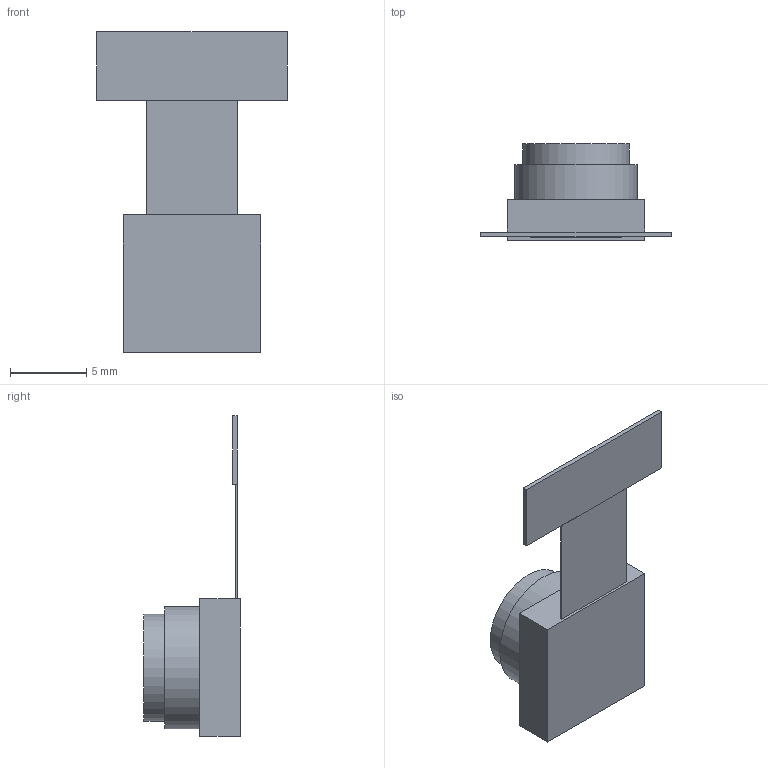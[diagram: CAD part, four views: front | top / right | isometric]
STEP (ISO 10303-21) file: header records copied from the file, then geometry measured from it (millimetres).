
FILE_DESCRIPTION(/* description */ (''),/* implementation_level */ '2;1');
FILE_NAME(/* name */ 'OV5640-A Camera.step',/* time_stamp */ '2023-06-13T13:14:33-04:00',/* author */ (''),/* organization */ (''),/* preprocessor_version */ 'ST-DEVELOPER v19.2',/* originating_system */ 'Autodesk Translation Framework v12.4.0.73',/* authorisation */ '');
FILE_SCHEMA (('AUTOMOTIVE_DESIGN { 1 0 10303 214 3 1 1 }'));
Length unit declared in the file: millimetre
Products named in the file (1): OV5640-A Camera
Bounding box: 12.5 x 6.32 x 21 mm (x, y, z)
Volume: 402 mm3; surface area: 611.1 mm2
Topology: 4 solids, 4 shells, 27 faces, 48 edges, 32 vertices
Faces by surface type: plane 23, cylinder 4
Full cylindrical faces by diameter (mm): 1.5 x2, 7 x1, 8 x1
Entity records: 708 total; most frequent: DIRECTION 112, CARTESIAN_POINT 108, ORIENTED_EDGE 96, EDGE_CURVE 48, LINE 40, VECTOR 40, AXIS2_PLACEMENT_3D 36, VERTEX_POINT 32
